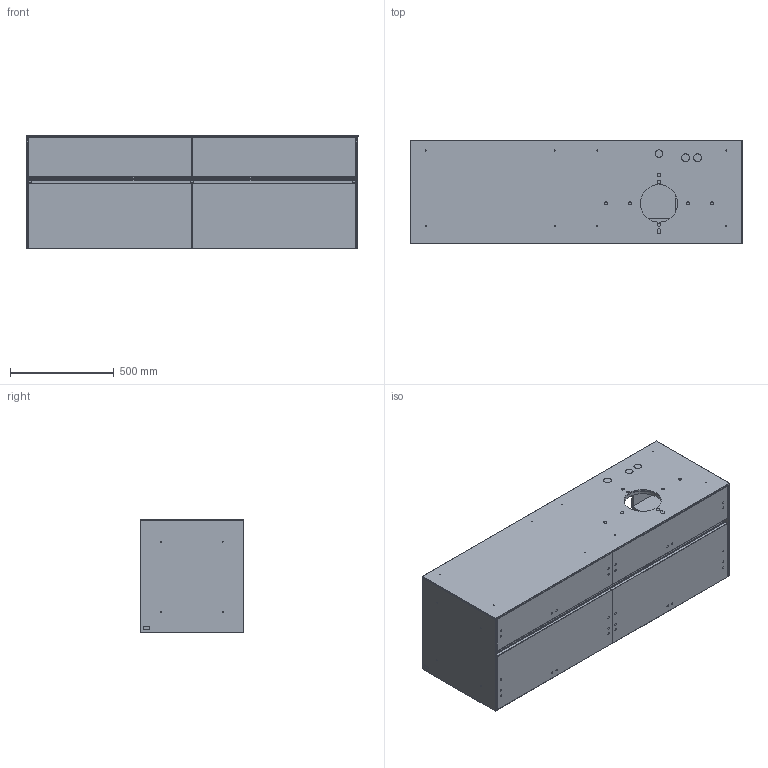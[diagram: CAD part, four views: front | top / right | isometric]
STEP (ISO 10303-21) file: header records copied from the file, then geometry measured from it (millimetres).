
FILE_DESCRIPTION((' '),'2;1');
FILE_NAME('C051B0.stp','2022-04-21T13:26:52',(' '),(' '),' ','ACIS',' ');
FILE_SCHEMA(('CONFIG_CONTROL_DESIGN'));
Length unit declared in the file: millimetre
Products named in the file (29): C051B0.stp; Körper1; Körper2; Körper3; Körper4; Körper5; Körper6; Körper7; Körper8; Körper9; Körper10; Körper11; Körper12; Körper13; Körper14; Körper15; Körper16; Körper17; Körper18; Körper19; Körper20; Körper21; Körper22; Körper23; Körper24; Körper25; Körper26; Körper27; Körper28
Assembly tree (28 placements, depth 2):
  C051B0.stp
    Körper1
    Körper2
    Körper3
    Körper4
    Körper5
    Körper6
    Körper7
    Körper8
    Körper9
    Körper10
    Körper11
    Körper12
    Körper13
    Körper14
    Körper15
    Körper16
    Körper17
    Körper18
    Körper19
    Körper20
    Körper21
    Körper22
    Körper23
    Körper24
    Körper25
    Körper26
    Körper27
    Körper28
Bounding box: 1600 x 500 x 548 mm (x, y, z)
Volume: 80001184.6 mm3; surface area: 12758185.2 mm2
Topology: 28 solids, 28 shells, 1137 faces, 2369 edges, 1555 vertices
Faces by surface type: plane 701, cylinder 432, sphere 4
Full cylindrical faces by diameter (mm): 3 x84, 5 x44, 6.5 x4, 8 x63, 8.02 x47, 10 x32, 15 x14, 181 x1, 184 x2
Entity records: 32631 total; most frequent: DIRECTION 5269, CARTESIAN_POINT 4701, ORIENTED_EDGE 4026, AXIS2_PLACEMENT_3D 2062, EDGE_CURVE 2013, EDGE_LOOP 1795, VERTEX_POINT 1494, VECTOR 1145
